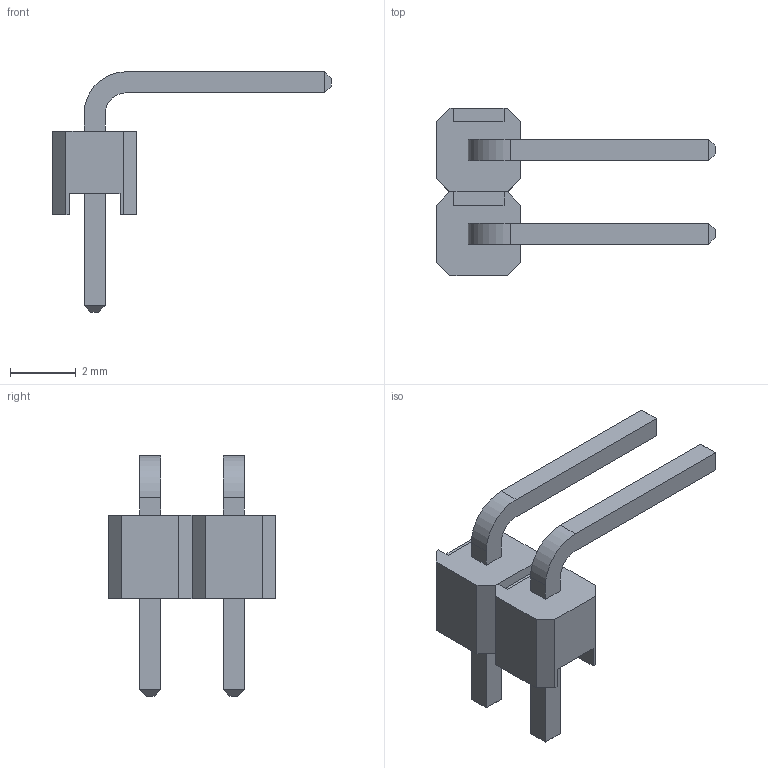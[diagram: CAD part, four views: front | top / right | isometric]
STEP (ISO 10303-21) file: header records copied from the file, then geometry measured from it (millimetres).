
FILE_DESCRIPTION(/* description */ ('FreeCAD Model'),/* implementation_level */ '2;1');
FILE_NAME(/* name */ '2Pin.stp',/* time_stamp */ '2022-08-03T17:27:36-05:00',/* author */ ('Tecneu'),/* organization */ (''),/* preprocessor_version */ 'ST-DEVELOPER v18.1',/* originating_system */ 'Autodesk Inventor 2021',/* authorisation */ 'Unknown');
FILE_SCHEMA (('AUTOMOTIVE_DESIGN { 1 0 10303 214 3 1 1 }'));
Length unit declared in the file: millimetre
Products named in the file (3): 2Pin; Fusion001; Fusion
Assembly tree (2 placements, depth 2):
  2Pin
    Fusion001
    Fusion
Bounding box: 8.45 x 5.08 x 7.3 mm (x, y, z)
Volume: 35.3 mm3; surface area: 133.6 mm2
Topology: 2 solids, 2 shells, 80 faces, 200 edges, 128 vertices
Faces by surface type: plane 76, cylinder 4
Entity records: 2545 total; most frequent: CARTESIAN_POINT 413, ORIENTED_EDGE 400, DIRECTION 378, EDGE_CURVE 200, LINE 192, VECTOR 192, VERTEX_POINT 128, AXIS2_PLACEMENT_3D 93
